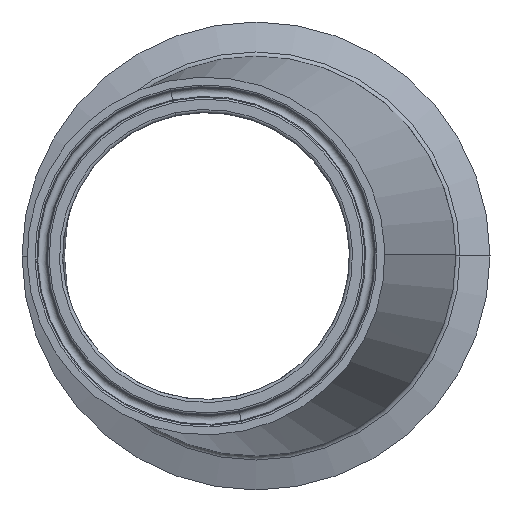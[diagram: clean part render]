
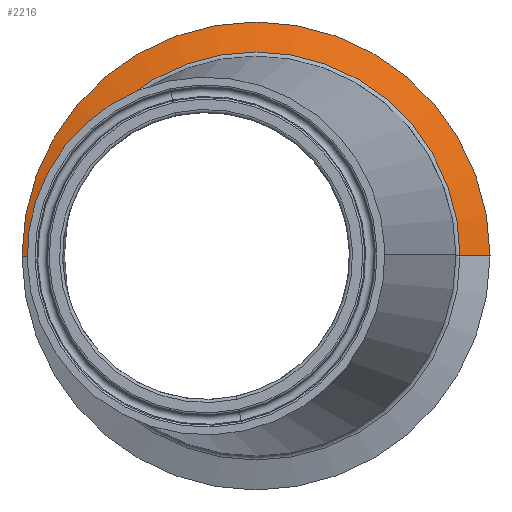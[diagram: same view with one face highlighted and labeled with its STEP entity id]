
A CAD part, front view. The second image highlights one B-rep face of the part: STEP entity #2216.
In plain terms, the highlighted conical face has half-angle 70 degrees and reference radius 59.46 mm.
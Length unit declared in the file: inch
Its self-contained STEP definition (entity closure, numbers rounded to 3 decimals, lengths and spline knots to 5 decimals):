
#11 = LINE ( 'NONE', #1890, #1387 ) ;
#28 = DIRECTION ( 'NONE',  ( -1., 0., 0. ) ) ;
#83 = FACE_OUTER_BOUND ( 'NONE', #1612, .T. ) ;
#154 = CARTESIAN_POINT ( 'NONE',  ( -1.42349, -0.3072, 0. ) ) ;
#201 = CARTESIAN_POINT ( 'NONE',  ( -1.12399, -0.41621, 0. ) ) ;
#343 = CARTESIAN_POINT ( 'NONE',  ( 0.91746, -0.3072, 0. ) ) ;
#385 = CARTESIAN_POINT ( 'NONE',  ( 2.95891, -0.41621, 0. ) ) ;
#679 = AXIS2_PLACEMENT_3D ( 'NONE', #1880, #1676, #28 ) ;
#773 = EDGE_CURVE ( 'NONE', #851, #875, #1828, .T. ) ;
#785 = ORIENTED_EDGE ( 'NONE', *, *, #773, .F. ) ;
#822 = DIRECTION ( 'NONE',  ( 0., 1., 0. ) ) ;
#833 = ORIENTED_EDGE ( 'NONE', *, *, #1841, .T. ) ;
#851 = VERTEX_POINT ( 'NONE', #154 ) ;
#875 = VERTEX_POINT ( 'NONE', #2171 ) ;
#961 = VERTEX_POINT ( 'NONE', #385 ) ;
#1046 = VERTEX_POINT ( 'NONE', #201 ) ;
#1060 = CARTESIAN_POINT ( 'NONE',  ( 3.2584, -0.3072, 0. ) ) ;
#1129 = AXIS2_PLACEMENT_3D ( 'NONE', #343, #1256, #1610 ) ;
#1151 = EDGE_CURVE ( 'NONE', #1046, #851, #11, .T. ) ;
#1256 = DIRECTION ( 'NONE',  ( 0., 1., 0. ) ) ;
#1327 = CIRCLE ( 'NONE', #1858, 2.04145 ) ;
#1367 = ORIENTED_EDGE ( 'NONE', *, *, #1896, .T. ) ;
#1380 = VECTOR ( 'NONE', #1989, 39.37008 ) ;
#1387 = VECTOR ( 'NONE', #1672, 39.37008 ) ;
#1548 = ORIENTED_EDGE ( 'NONE', *, *, #1151, .F. ) ;
#1610 = DIRECTION ( 'NONE',  ( -1., 0., 0. ) ) ;
#1612 = EDGE_LOOP ( 'NONE', ( #833, #1367, #785, #1548 ) ) ;
#1672 = DIRECTION ( 'NONE',  ( -0.94, 0.342, 0. ) ) ;
#1676 = DIRECTION ( 'NONE',  ( 0., 1., 0. ) ) ;
#1828 = CIRCLE ( 'NONE', #1129, 2.34094 ) ;
#1841 = EDGE_CURVE ( 'NONE', #1046, #961, #1327, .T. ) ;
#1858 = AXIS2_PLACEMENT_3D ( 'NONE', #1917, #822, #2141 ) ;
#1878 = LINE ( 'NONE', #1060, #1380 ) ;
#1880 = CARTESIAN_POINT ( 'NONE',  ( 0.91746, -0.3072, 0. ) ) ;
#1890 = CARTESIAN_POINT ( 'NONE',  ( -1.42349, -0.3072, 0. ) ) ;
#1896 = EDGE_CURVE ( 'NONE', #961, #875, #1878, .T. ) ;
#1917 = CARTESIAN_POINT ( 'NONE',  ( 0.91746, -0.41621, 0. ) ) ;
#1989 = DIRECTION ( 'NONE',  ( 0.94, 0.342, 0. ) ) ;
#1997 = CONICAL_SURFACE ( 'NONE', #679, 2.34094, 1.222 ) ;
#2141 = DIRECTION ( 'NONE',  ( -1., 0., 0. ) ) ;
#2171 = CARTESIAN_POINT ( 'NONE',  ( 3.2584, -0.3072, 0. ) ) ;
#2216 = ADVANCED_FACE ( 'NONE', ( #83 ), #1997, .T. ) ;
